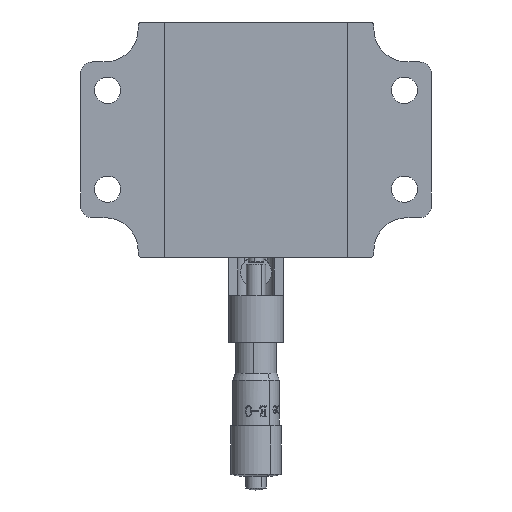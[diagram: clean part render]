
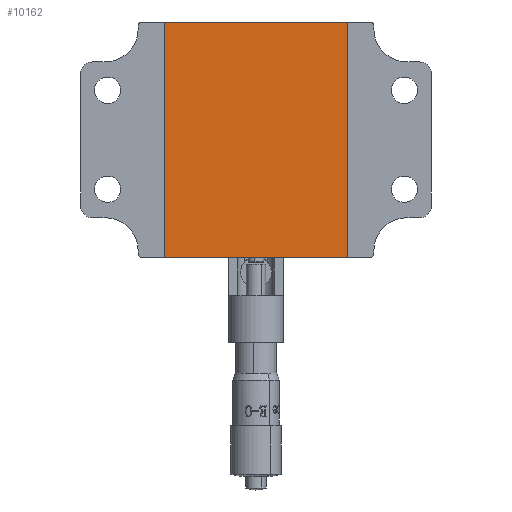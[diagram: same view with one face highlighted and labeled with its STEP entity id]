
A CAD part, front view. The second image highlights one B-rep face of the part: STEP entity #10162.
In plain terms, the highlighted planar face has unit normal (0, -1, 0).
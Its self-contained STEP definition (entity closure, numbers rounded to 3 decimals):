
#1002 = VECTOR ( 'NONE', #17107, 1000. ) ;
#2994 = CARTESIAN_POINT ( 'NONE',  ( -28.317, -16.89, 25.175 ) ) ;
#4462 = ORIENTED_EDGE ( 'NONE', *, *, #17092, .T. ) ;
#4883 = DIRECTION ( 'NONE',  ( 1., 0., 0. ) ) ;
#5579 = EDGE_LOOP ( 'NONE', ( #23195, #31226, #26522, #4462 ) ) ;
#5596 = VECTOR ( 'NONE', #29251, 1000. ) ;
#6810 = VECTOR ( 'NONE', #4883, 1000. ) ;
#10162 = ADVANCED_FACE ( 'NONE', ( #11830 ), #37459, .F. ) ;
#10583 = VERTEX_POINT ( 'NONE', #29992 ) ;
#11351 = EDGE_CURVE ( 'NONE', #22140, #20782, #37782, .T. ) ;
#11830 = FACE_OUTER_BOUND ( 'NONE', #5579, .T. ) ;
#12719 = CARTESIAN_POINT ( 'NONE',  ( -28.317, -16.89, 25.175 ) ) ;
#13184 = DIRECTION ( 'NONE',  ( 0., 0., -1. ) ) ;
#13566 = CARTESIAN_POINT ( 'NONE',  ( 18.683, -16.89, 25.175 ) ) ;
#14429 = DIRECTION ( 'NONE',  ( 0., 1., 0. ) ) ;
#16400 = LINE ( 'NONE', #27717, #30975 ) ;
#17092 = EDGE_CURVE ( 'NONE', #22140, #10583, #21123, .T. ) ;
#17107 = DIRECTION ( 'NONE',  ( 1., 0., 0. ) ) ;
#18446 = EDGE_CURVE ( 'NONE', #20782, #32887, #16400, .T. ) ;
#20782 = VERTEX_POINT ( 'NONE', #34398 ) ;
#21123 = LINE ( 'NONE', #2994, #5596 ) ;
#22140 = VERTEX_POINT ( 'NONE', #12719 ) ;
#23195 = ORIENTED_EDGE ( 'NONE', *, *, #29537, .T. ) ;
#23359 = LINE ( 'NONE', #34520, #1002 ) ;
#25679 = AXIS2_PLACEMENT_3D ( 'NONE', #31907, #14429, #34802 ) ;
#26522 = ORIENTED_EDGE ( 'NONE', *, *, #11351, .F. ) ;
#27717 = CARTESIAN_POINT ( 'NONE',  ( 18.683, -16.89, 25.175 ) ) ;
#29251 = DIRECTION ( 'NONE',  ( 0., 0., -1. ) ) ;
#29537 = EDGE_CURVE ( 'NONE', #10583, #32887, #23359, .T. ) ;
#29992 = CARTESIAN_POINT ( 'NONE',  ( -28.317, -16.89, -35.325 ) ) ;
#30975 = VECTOR ( 'NONE', #13184, 1000. ) ;
#31226 = ORIENTED_EDGE ( 'NONE', *, *, #18446, .F. ) ;
#31907 = CARTESIAN_POINT ( 'NONE',  ( 18.683, -16.89, 25.175 ) ) ;
#32887 = VERTEX_POINT ( 'NONE', #35139 ) ;
#34398 = CARTESIAN_POINT ( 'NONE',  ( 18.683, -16.89, 25.175 ) ) ;
#34520 = CARTESIAN_POINT ( 'NONE',  ( 18.683, -16.89, -35.325 ) ) ;
#34802 = DIRECTION ( 'NONE',  ( 0., 0., -1. ) ) ;
#35139 = CARTESIAN_POINT ( 'NONE',  ( 18.683, -16.89, -35.325 ) ) ;
#37459 = PLANE ( 'NONE',  #25679 ) ;
#37782 = LINE ( 'NONE', #13566, #6810 ) ;
